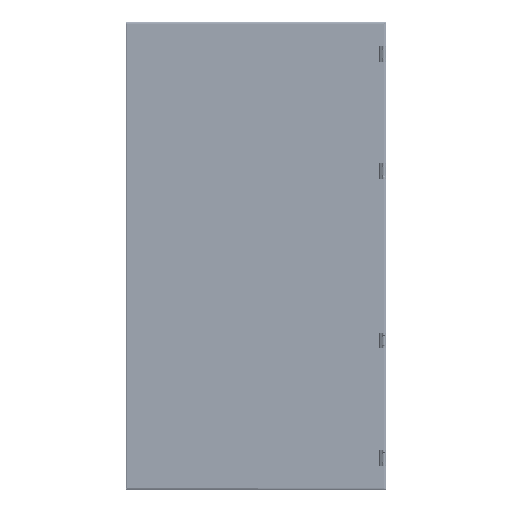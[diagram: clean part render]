
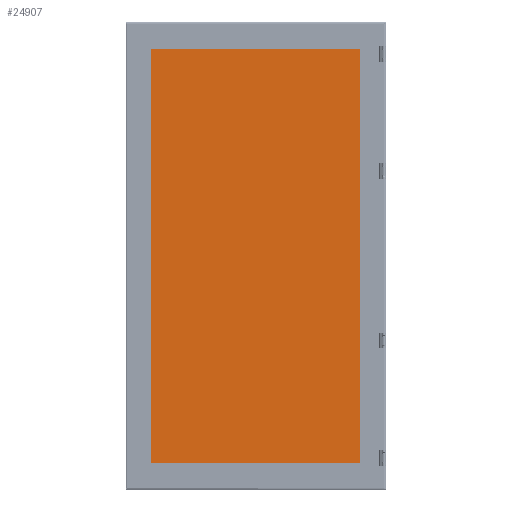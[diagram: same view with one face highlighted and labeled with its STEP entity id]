
A CAD part, top view. The second image highlights one B-rep face of the part: STEP entity #24907.
In plain terms, the highlighted planar face has unit normal (0, 0, 1).
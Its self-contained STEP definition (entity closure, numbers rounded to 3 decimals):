
#3852 = EDGE_CURVE ( 'NONE', #37757, #130233, #93362, .T. ) ;
#4119 = VERTEX_POINT ( 'NONE', #69256 ) ;
#9206 = PLANE ( 'NONE',  #86377 ) ;
#13323 = CARTESIAN_POINT ( 'NONE',  ( -423.25, 811.05, 4. ) ) ;
#15483 = ORIENTED_EDGE ( 'NONE', *, *, #96488, .T. ) ;
#15762 = CARTESIAN_POINT ( 'NONE',  ( -423.25, 811.05, 4. ) ) ;
#22536 = DIRECTION ( 'NONE',  ( 1., 0., 0. ) ) ;
#24907 = ADVANCED_FACE ( 'NONE', ( #101182 ), #9206, .F. ) ;
#25532 = VECTOR ( 'NONE', #22536, 1000. ) ;
#26393 = DIRECTION ( 'NONE',  ( -1., 0., 0. ) ) ;
#37757 = VERTEX_POINT ( 'NONE', #123534 ) ;
#38403 = CARTESIAN_POINT ( 'NONE',  ( -423.25, -811.05, 4. ) ) ;
#39023 = DIRECTION ( 'NONE',  ( -1., 0., 0. ) ) ;
#41736 = CARTESIAN_POINT ( 'NONE',  ( -423.25, -811.05, 4. ) ) ;
#47210 = VECTOR ( 'NONE', #51520, 1000. ) ;
#48955 = CARTESIAN_POINT ( 'NONE',  ( 0., 0., 4. ) ) ;
#51520 = DIRECTION ( 'NONE',  ( 0., 1., 0. ) ) ;
#56089 = EDGE_CURVE ( 'NONE', #130233, #4119, #107026, .T. ) ;
#57936 = ORIENTED_EDGE ( 'NONE', *, *, #3852, .T. ) ;
#66340 = ORIENTED_EDGE ( 'NONE', *, *, #118122, .T. ) ;
#66756 = LINE ( 'NONE', #13323, #116815 ) ;
#69256 = CARTESIAN_POINT ( 'NONE',  ( 423.25, 811.05, 4. ) ) ;
#69696 = VECTOR ( 'NONE', #91300, 1000. ) ;
#84418 = CARTESIAN_POINT ( 'NONE',  ( 423.25, -811.05, 4. ) ) ;
#85789 = VERTEX_POINT ( 'NONE', #15762 ) ;
#86377 = AXIS2_PLACEMENT_3D ( 'NONE', #48955, #88664, #39023 ) ;
#88664 = DIRECTION ( 'NONE',  ( 0., 0., -1. ) ) ;
#91300 = DIRECTION ( 'NONE',  ( 0., -1., 0. ) ) ;
#93362 = LINE ( 'NONE', #41736, #25532 ) ;
#96488 = EDGE_CURVE ( 'NONE', #4119, #85789, #66756, .T. ) ;
#101182 = FACE_OUTER_BOUND ( 'NONE', #128171, .T. ) ;
#103750 = ORIENTED_EDGE ( 'NONE', *, *, #56089, .T. ) ;
#107026 = LINE ( 'NONE', #84418, #47210 ) ;
#107746 = CARTESIAN_POINT ( 'NONE',  ( 423.25, -811.05, 4. ) ) ;
#111826 = LINE ( 'NONE', #38403, #69696 ) ;
#116815 = VECTOR ( 'NONE', #26393, 1000. ) ;
#118122 = EDGE_CURVE ( 'NONE', #85789, #37757, #111826, .T. ) ;
#123534 = CARTESIAN_POINT ( 'NONE',  ( -423.25, -811.05, 4. ) ) ;
#128171 = EDGE_LOOP ( 'NONE', ( #103750, #15483, #66340, #57936 ) ) ;
#130233 = VERTEX_POINT ( 'NONE', #107746 ) ;
